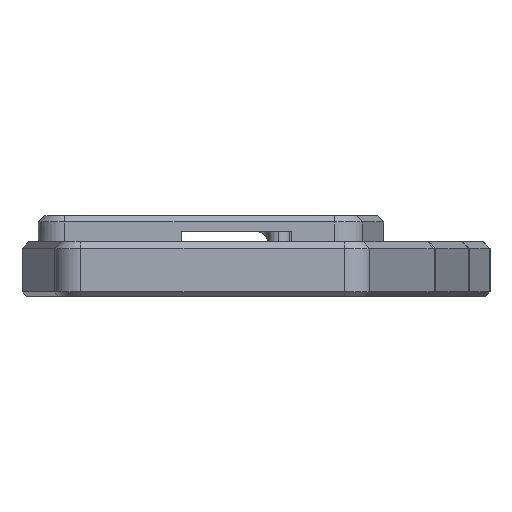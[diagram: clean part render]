
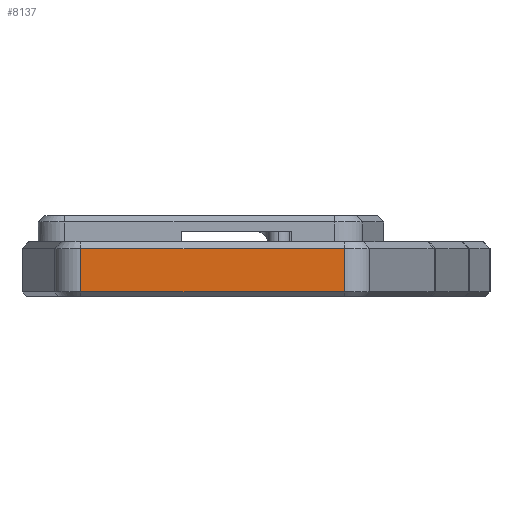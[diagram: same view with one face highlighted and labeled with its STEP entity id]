
A CAD part, left-side view. The second image highlights one B-rep face of the part: STEP entity #8137.
In plain terms, the highlighted planar face has unit normal (-1, 0, 0).
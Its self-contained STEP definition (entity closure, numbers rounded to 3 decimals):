
#8064=CARTESIAN_POINT('',(-142.007,-7.277,43.141));
#8065=VERTEX_POINT('',#8064);
#8089=CARTESIAN_POINT('',(-142.007,-56.241,43.141));
#8090=VERTEX_POINT('',#8089);
#8097=CARTESIAN_POINT('',(-142.007,-7.277,43.141));
#8098=DIRECTION('',(-0.,-1.,0.));
#8099=VECTOR('',#8098,48.965);
#8100=LINE('',#8097,#8099);
#8101=EDGE_CURVE('',#8065,#8090,#8100,.T.);
#8107=CARTESIAN_POINT('',(-142.007,-31.759,91.45));
#8108=DIRECTION('',(-1.,0.,0.));
#8109=DIRECTION('',(-0.,-1.,0.));
#8110=AXIS2_PLACEMENT_3D('',#8107,#8108,#8109);
#8111=PLANE('',#8110);
#8112=ORIENTED_EDGE('',*,*,#8101,.T.);
#8113=CARTESIAN_POINT('',(-142.007,-56.241,51.2));
#8114=VERTEX_POINT('',#8113);
#8115=CARTESIAN_POINT('',(-142.007,-56.241,51.2));
#8116=DIRECTION('',(0.,0.,-1.));
#8117=VECTOR('',#8116,8.059);
#8118=LINE('',#8115,#8117);
#8119=EDGE_CURVE('',#8114,#8090,#8118,.T.);
#8120=ORIENTED_EDGE('',*,*,#8119,.F.);
#8121=CARTESIAN_POINT('',(-142.007,-7.277,51.2));
#8122=VERTEX_POINT('',#8121);
#8123=CARTESIAN_POINT('',(-142.007,-56.241,51.2));
#8124=DIRECTION('',(0.,1.,0.));
#8125=VECTOR('',#8124,48.965);
#8126=LINE('',#8123,#8125);
#8127=EDGE_CURVE('',#8114,#8122,#8126,.T.);
#8128=ORIENTED_EDGE('',*,*,#8127,.T.);
#8129=CARTESIAN_POINT('',(-142.007,-7.277,51.2));
#8130=DIRECTION('',(0.,0.,-1.));
#8131=VECTOR('',#8130,8.059);
#8132=LINE('',#8129,#8131);
#8133=EDGE_CURVE('',#8122,#8065,#8132,.T.);
#8134=ORIENTED_EDGE('',*,*,#8133,.T.);
#8135=EDGE_LOOP('',(#8112,#8120,#8128,#8134));
#8136=FACE_BOUND('',#8135,.T.);
#8137=ADVANCED_FACE('',(#8136),#8111,.T.);
